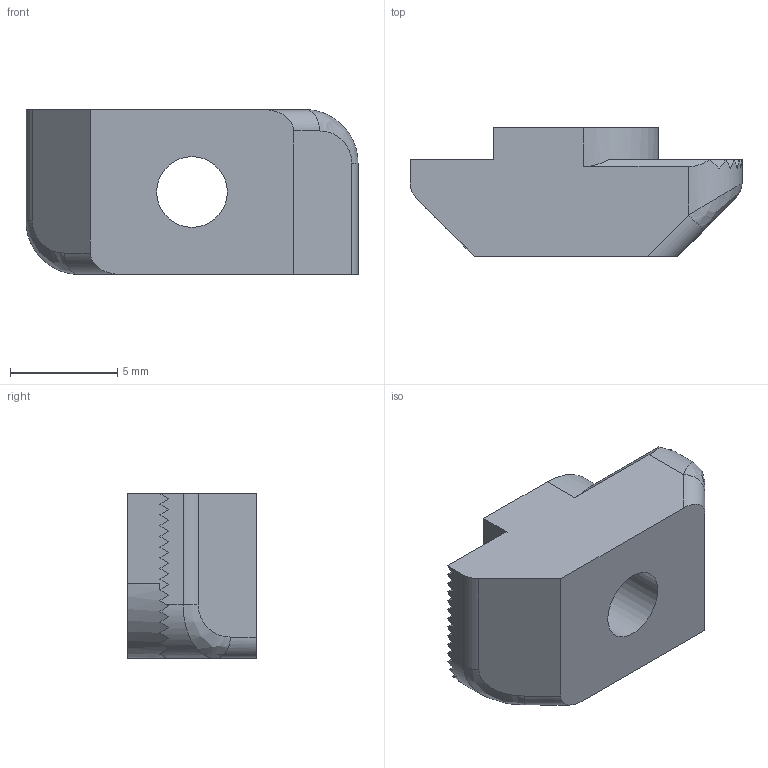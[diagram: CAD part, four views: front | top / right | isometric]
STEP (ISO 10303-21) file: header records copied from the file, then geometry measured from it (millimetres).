
FILE_DESCRIPTION(/* description */ ('CURSORE M4 7.7x16 CAVA8 '),/* implementation_level */ '2;1');
FILE_NAME(/* name */ 'CDDCU0000064.stp',/* time_stamp */ '2019-06-05T18:56:43+02:00',/* author */ ('fzagni'),/* organization */ (''),/* preprocessor_version */ 'ST-DEVELOPER v17.2',/* originating_system */ 'Autodesk Inventor 2019',/* authorisation */ '');
FILE_SCHEMA (('AUTOMOTIVE_DESIGN { 1 0 10303 214 3 1 1 }'));
Length unit declared in the file: millimetre
Products named in the file (1): CDDCU0000064
Bounding box: 15.5 x 6 x 7.7 mm (x, y, z)
Volume: 478 mm3; surface area: 529.6 mm2
Topology: 1 solids, 1 shells, 85 faces, 245 edges, 162 vertices
Faces by surface type: plane 74, cylinder 9, bspline 2
Full cylindrical faces by diameter (mm): 3.3 x1
Entity records: 2918 total; most frequent: CARTESIAN_POINT 593, ORIENTED_EDGE 490, DIRECTION 473, EDGE_CURVE 245, LINE 177, VECTOR 177, VERTEX_POINT 162, AXIS2_PLACEMENT_3D 148
